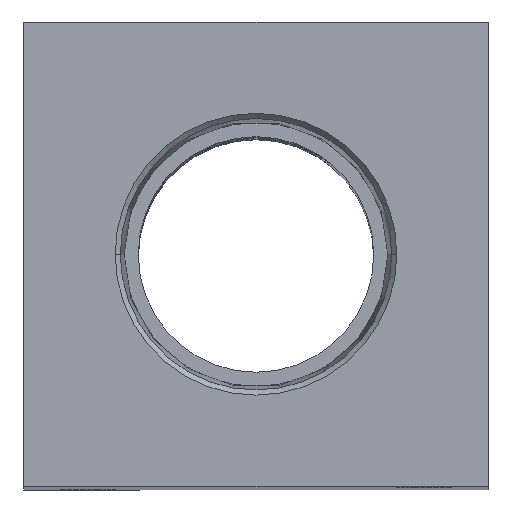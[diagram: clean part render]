
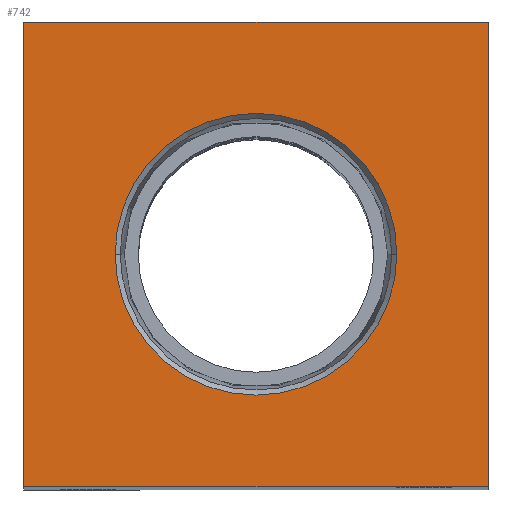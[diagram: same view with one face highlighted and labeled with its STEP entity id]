
A CAD part, top view. The second image highlights one B-rep face of the part: STEP entity #742.
In plain terms, the highlighted planar face has unit normal (0, 0, 1).
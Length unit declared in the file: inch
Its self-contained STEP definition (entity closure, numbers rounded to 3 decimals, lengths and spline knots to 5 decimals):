
#14 = DIRECTION ( 'NONE',  ( 1., 0., 0. ) ) ;
#19 = DIRECTION ( 'NONE',  ( 0., 0., 1. ) ) ;
#29 = CARTESIAN_POINT ( 'NONE',  ( 0., 0., 4.875 ) ) ;
#65 = EDGE_CURVE ( 'NONE', #3230, #1284, #312, .T. ) ;
#141 = EDGE_LOOP ( 'NONE', ( #2873, #216 ) ) ;
#159 = CARTESIAN_POINT ( 'NONE',  ( -0.68247, 0., 4.875 ) ) ;
#211 = DIRECTION ( 'NONE',  ( 1., 0., 0. ) ) ;
#216 = ORIENTED_EDGE ( 'NONE', *, *, #2124, .F. ) ;
#220 = FACE_BOUND ( 'NONE', #141, .T. ) ;
#312 = LINE ( 'NONE', #2748, #2388 ) ;
#468 = EDGE_CURVE ( 'NONE', #1390, #1539, #2112, .T. ) ;
#539 = VERTEX_POINT ( 'NONE', #3383 ) ;
#742 = ADVANCED_FACE ( 'NONE', ( #220, #892 ), #1788, .T. ) ;
#791 = EDGE_LOOP ( 'NONE', ( #1394, #3097, #1686, #3022 ) ) ;
#885 = EDGE_CURVE ( 'NONE', #1284, #539, #1273, .T. ) ;
#892 = FACE_OUTER_BOUND ( 'NONE', #791, .T. ) ;
#931 = CARTESIAN_POINT ( 'NONE',  ( 1.125, -1.125, 4.875 ) ) ;
#947 = VECTOR ( 'NONE', #3135, 39.37008 ) ;
#955 = DIRECTION ( 'NONE',  ( 1., 0., 0. ) ) ;
#1094 = EDGE_CURVE ( 'NONE', #539, #1180, #2817, .T. ) ;
#1180 = VERTEX_POINT ( 'NONE', #1868 ) ;
#1273 = LINE ( 'NONE', #931, #2603 ) ;
#1284 = VERTEX_POINT ( 'NONE', #2180 ) ;
#1390 = VERTEX_POINT ( 'NONE', #2178 ) ;
#1394 = ORIENTED_EDGE ( 'NONE', *, *, #65, .T. ) ;
#1472 = VECTOR ( 'NONE', #2586, 39.37008 ) ;
#1539 = VERTEX_POINT ( 'NONE', #159 ) ;
#1686 = ORIENTED_EDGE ( 'NONE', *, *, #1094, .T. ) ;
#1739 = AXIS2_PLACEMENT_3D ( 'NONE', #3436, #1879, #211 ) ;
#1744 = LINE ( 'NONE', #3392, #947 ) ;
#1756 = DIRECTION ( 'NONE',  ( 1., 0., 0. ) ) ;
#1775 = AXIS2_PLACEMENT_3D ( 'NONE', #1810, #1836, #1756 ) ;
#1788 = PLANE ( 'NONE',  #1775 ) ;
#1810 = CARTESIAN_POINT ( 'NONE',  ( 0., 0., 4.875 ) ) ;
#1836 = DIRECTION ( 'NONE',  ( 0., 0., 1. ) ) ;
#1868 = CARTESIAN_POINT ( 'NONE',  ( 1.125, 1.125, 4.875 ) ) ;
#1879 = DIRECTION ( 'NONE',  ( 0., 0., 1. ) ) ;
#2011 = EDGE_CURVE ( 'NONE', #1180, #3230, #1744, .T. ) ;
#2037 = CIRCLE ( 'NONE', #1739, 0.68247 ) ;
#2112 = CIRCLE ( 'NONE', #2184, 0.68247 ) ;
#2124 = EDGE_CURVE ( 'NONE', #1539, #1390, #2037, .T. ) ;
#2178 = CARTESIAN_POINT ( 'NONE',  ( 0.68247, 0., 4.875 ) ) ;
#2180 = CARTESIAN_POINT ( 'NONE',  ( -1.125, -1.125, 4.875 ) ) ;
#2184 = AXIS2_PLACEMENT_3D ( 'NONE', #29, #19, #14 ) ;
#2388 = VECTOR ( 'NONE', #2721, 39.37008 ) ;
#2441 = CARTESIAN_POINT ( 'NONE',  ( -1.125, 1.125, 4.875 ) ) ;
#2543 = CARTESIAN_POINT ( 'NONE',  ( 1.125, -1.125, 4.875 ) ) ;
#2586 = DIRECTION ( 'NONE',  ( 0., 1., 0. ) ) ;
#2603 = VECTOR ( 'NONE', #955, 39.37008 ) ;
#2721 = DIRECTION ( 'NONE',  ( 0., -1., 0. ) ) ;
#2748 = CARTESIAN_POINT ( 'NONE',  ( -1.125, -1.125, 4.875 ) ) ;
#2817 = LINE ( 'NONE', #2543, #1472 ) ;
#2873 = ORIENTED_EDGE ( 'NONE', *, *, #468, .F. ) ;
#3022 = ORIENTED_EDGE ( 'NONE', *, *, #2011, .T. ) ;
#3097 = ORIENTED_EDGE ( 'NONE', *, *, #885, .T. ) ;
#3135 = DIRECTION ( 'NONE',  ( -1., 0., 0. ) ) ;
#3230 = VERTEX_POINT ( 'NONE', #2441 ) ;
#3383 = CARTESIAN_POINT ( 'NONE',  ( 1.125, -1.125, 4.875 ) ) ;
#3392 = CARTESIAN_POINT ( 'NONE',  ( 1.125, 1.125, 4.875 ) ) ;
#3436 = CARTESIAN_POINT ( 'NONE',  ( 0., 0., 4.875 ) ) ;
